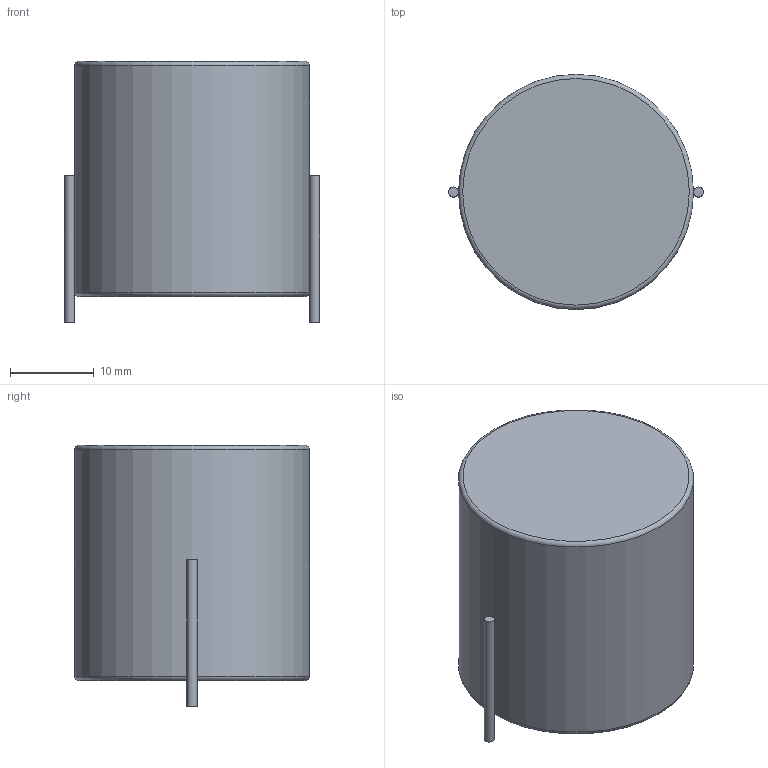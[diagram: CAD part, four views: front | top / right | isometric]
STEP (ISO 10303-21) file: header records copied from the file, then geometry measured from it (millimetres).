
FILE_DESCRIPTION(('FreeCAD Model'),'2;1');
FILE_NAME('L_Radial_D28.0mm_P29.20mm.step','2018-01-10T12:25:30',('kicad StepUp'),( 'ksu MCAD'),'Open CASCADE STEP processor 6.8','FreeCAD','Unknown');
FILE_SCHEMA(('AUTOMOTIVE_DESIGN_CC2 { 1 2 10303 214 -1 1 5 4 }'));
Length unit declared in the file: millimetre
Products named in the file (1): L_Radial_D28.0mm_P29.20mm
Bounding box: 30.4 x 28 x 31.1 mm (x, y, z)
Volume: 17271.3 mm3; surface area: 3793 mm2
Topology: 3 solids, 3 shells, 11 faces, 17 edges, 12 vertices
Faces by surface type: plane 6, cylinder 3, torus 2
Full cylindrical faces by diameter (mm): 1.2 x2, 28 x1
Entity records: 211 total; most frequent: ORIENTED_EDGE 30, CARTESIAN_POINT 23, AXIS2_PLACEMENT_3D 21, EDGE_CURVE 17, ADVANCED_FACE 11, FACE_BOUND 11, EDGE_LOOP 11, STYLED_ITEM 11
